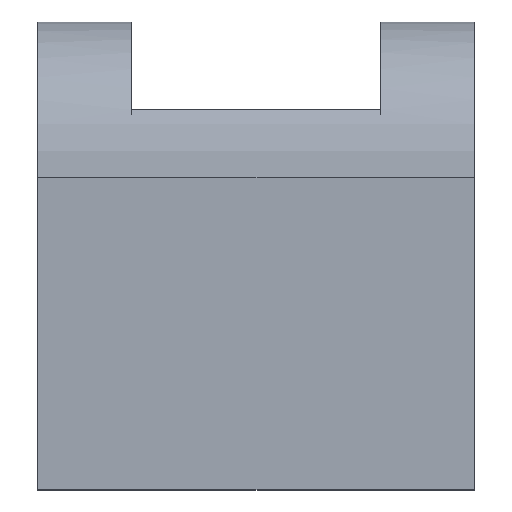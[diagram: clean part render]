
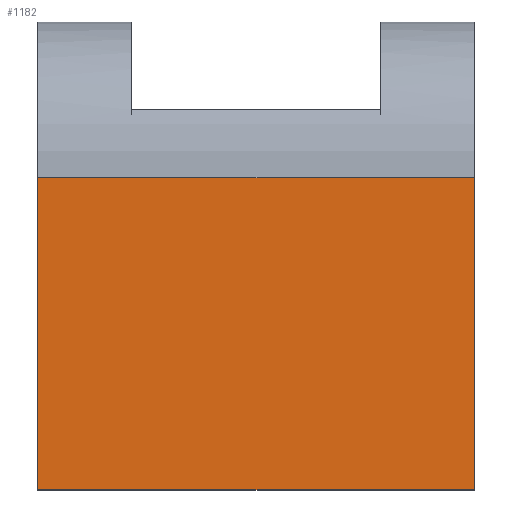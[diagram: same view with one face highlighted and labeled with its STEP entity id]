
A CAD part, top view. The second image highlights one B-rep face of the part: STEP entity #1182.
In plain terms, the highlighted planar face has unit normal (0, 0, 1).
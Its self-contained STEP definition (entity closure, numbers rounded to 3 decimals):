
#147=FACE_OUTER_BOUND('',#233,.T.);
#233=EDGE_LOOP('',(#1066,#1067,#1068,#1069));
#250=LINE('',#1636,#378);
#260=LINE('',#1656,#388);
#350=LINE('',#1872,#478);
#365=LINE('',#1929,#493);
#378=VECTOR('',#1315,10.);
#388=VECTOR('',#1327,10.);
#478=VECTOR('',#1525,10.);
#493=VECTOR('',#1600,10.);
#505=VERTEX_POINT('',#1633);
#506=VERTEX_POINT('',#1635);
#514=VERTEX_POINT('',#1653);
#515=VERTEX_POINT('',#1655);
#613=EDGE_CURVE('',#506,#505,#250,.T.);
#623=EDGE_CURVE('',#515,#514,#260,.T.);
#732=EDGE_CURVE('',#515,#505,#350,.T.);
#759=EDGE_CURVE('',#514,#506,#365,.T.);
#1066=ORIENTED_EDGE('',*,*,#732,.F.);
#1067=ORIENTED_EDGE('',*,*,#623,.T.);
#1068=ORIENTED_EDGE('',*,*,#759,.T.);
#1069=ORIENTED_EDGE('',*,*,#613,.T.);
#1122=PLANE('',#1288);
#1182=ADVANCED_FACE('',(#147),#1122,.T.);
#1288=AXIS2_PLACEMENT_3D('',#1928,#1598,#1599);
#1315=DIRECTION('',(0.,1.,0.));
#1327=DIRECTION('',(0.,-1.,0.));
#1525=DIRECTION('',(1.,0.,0.));
#1598=DIRECTION('center_axis',(0.,0.,
1.));
#1599=DIRECTION('ref_axis',(-1.,0.,0.));
#1600=DIRECTION('',(1.,0.,0.));
#1633=CARTESIAN_POINT('',(27.5,53.559,533.));
#1635=CARTESIAN_POINT('',(27.5,13.559,533.));
#1636=CARTESIAN_POINT('',(27.5,23.559,533.));
#1653=CARTESIAN_POINT('',(-28.5,13.559,533.));
#1655=CARTESIAN_POINT('',(-28.5,53.559,533.));
#1656=CARTESIAN_POINT('',(-28.5,18.559,533.));
#1872=CARTESIAN_POINT('',(11.5,53.559,533.));
#1928=CARTESIAN_POINT('Origin',(23.5,23.559,533.));
#1929=CARTESIAN_POINT('',(21.5,13.559,533.));
